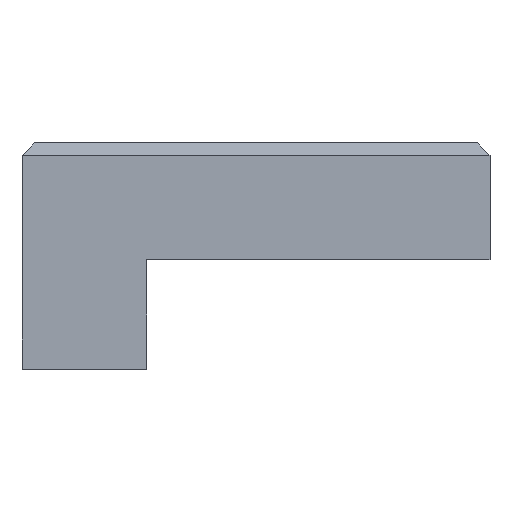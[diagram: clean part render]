
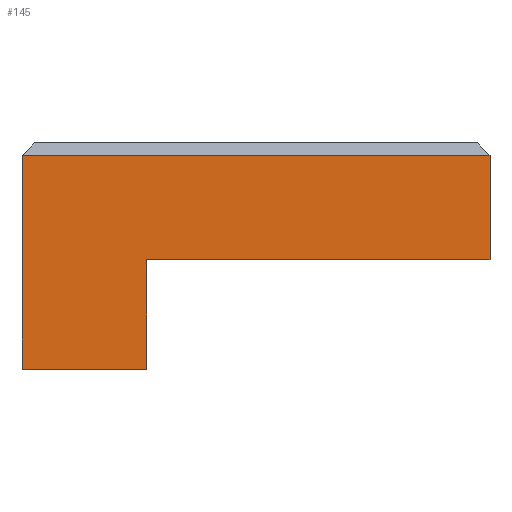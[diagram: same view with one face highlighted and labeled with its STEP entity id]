
A CAD part, left-side view. The second image highlights one B-rep face of the part: STEP entity #145.
In plain terms, the highlighted planar face has unit normal (-1, 0, 0).
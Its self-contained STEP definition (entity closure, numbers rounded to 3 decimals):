
#12 = FACE_OUTER_BOUND ( 'NONE', #339, .T. ) ;
#94 = EDGE_CURVE ( 'NONE', #198, #833, #952, .T. ) ;
#101 = DIRECTION ( 'NONE',  ( 0., 0., -1. ) ) ;
#107 = CARTESIAN_POINT ( 'NONE',  ( 0., 0., 7.25 ) ) ;
#124 = LINE ( 'NONE', #500, #1181 ) ;
#143 = CARTESIAN_POINT ( 'NONE',  ( 0., 0., 7.25 ) ) ;
#145 = ADVANCED_FACE ( 'NONE', ( #12 ), #398, .T. ) ;
#171 = VERTEX_POINT ( 'NONE', #844 ) ;
#198 = VERTEX_POINT ( 'NONE', #143 ) ;
#208 = DIRECTION ( 'NONE',  ( -1., 0., 0. ) ) ;
#213 = LINE ( 'NONE', #790, #1022 ) ;
#214 = VECTOR ( 'NONE', #633, 1000. ) ;
#264 = CARTESIAN_POINT ( 'NONE',  ( 0., 7.5, 0.4 ) ) ;
#289 = EDGE_CURVE ( 'NONE', #1144, #171, #213, .T. ) ;
#319 = EDGE_CURVE ( 'NONE', #198, #350, #124, .T. ) ;
#339 = EDGE_LOOP ( 'NONE', ( #1189, #632, #1149, #1108, #876, #1180 ) ) ;
#340 = VERTEX_POINT ( 'NONE', #714 ) ;
#347 = LINE ( 'NONE', #264, #214 ) ;
#350 = VERTEX_POINT ( 'NONE', #456 ) ;
#381 = CARTESIAN_POINT ( 'NONE',  ( 0., 4., 3.75 ) ) ;
#398 = PLANE ( 'NONE',  #919 ) ;
#405 = VECTOR ( 'NONE', #101, 1000. ) ;
#456 = CARTESIAN_POINT ( 'NONE',  ( 0., 4., 7.25 ) ) ;
#500 = CARTESIAN_POINT ( 'NONE',  ( 0., 7.5, 7.25 ) ) ;
#506 = EDGE_CURVE ( 'NONE', #340, #1144, #560, .T. ) ;
#555 = DIRECTION ( 'NONE',  ( 0., 1., 0. ) ) ;
#559 = CARTESIAN_POINT ( 'NONE',  ( 0., 15., 3.75 ) ) ;
#560 = LINE ( 'NONE', #946, #1125 ) ;
#570 = CARTESIAN_POINT ( 'NONE',  ( 0., 7.5, 7.25 ) ) ;
#632 = ORIENTED_EDGE ( 'NONE', *, *, #739, .T. ) ;
#633 = DIRECTION ( 'NONE',  ( 0., -1., 0. ) ) ;
#714 = CARTESIAN_POINT ( 'NONE',  ( 0., 4., 3.75 ) ) ;
#739 = EDGE_CURVE ( 'NONE', #171, #833, #347, .T. ) ;
#790 = CARTESIAN_POINT ( 'NONE',  ( 0., 15., 7.25 ) ) ;
#833 = VERTEX_POINT ( 'NONE', #1213 ) ;
#844 = CARTESIAN_POINT ( 'NONE',  ( 0., 15., 0.4 ) ) ;
#847 = VECTOR ( 'NONE', #1218, 1000. ) ;
#875 = DIRECTION ( 'NONE',  ( 0., 1., 0. ) ) ;
#876 = ORIENTED_EDGE ( 'NONE', *, *, #1137, .F. ) ;
#919 = AXIS2_PLACEMENT_3D ( 'NONE', #570, #208, #1153 ) ;
#946 = CARTESIAN_POINT ( 'NONE',  ( 0., 7.5, 3.75 ) ) ;
#952 = LINE ( 'NONE', #107, #405 ) ;
#1022 = VECTOR ( 'NONE', #1067, 1000. ) ;
#1027 = LINE ( 'NONE', #381, #847 ) ;
#1067 = DIRECTION ( 'NONE',  ( 0., 0., -1. ) ) ;
#1108 = ORIENTED_EDGE ( 'NONE', *, *, #319, .T. ) ;
#1125 = VECTOR ( 'NONE', #555, 1000. ) ;
#1137 = EDGE_CURVE ( 'NONE', #340, #350, #1027, .T. ) ;
#1144 = VERTEX_POINT ( 'NONE', #559 ) ;
#1149 = ORIENTED_EDGE ( 'NONE', *, *, #94, .F. ) ;
#1153 = DIRECTION ( 'NONE',  ( 0., 0., -1. ) ) ;
#1180 = ORIENTED_EDGE ( 'NONE', *, *, #506, .T. ) ;
#1181 = VECTOR ( 'NONE', #875, 1000. ) ;
#1189 = ORIENTED_EDGE ( 'NONE', *, *, #289, .T. ) ;
#1213 = CARTESIAN_POINT ( 'NONE',  ( 0., 0., 0.4 ) ) ;
#1218 = DIRECTION ( 'NONE',  ( 0., 0., 1. ) ) ;
